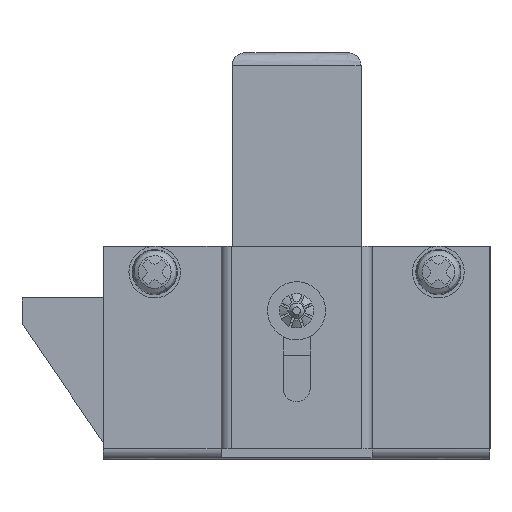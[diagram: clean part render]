
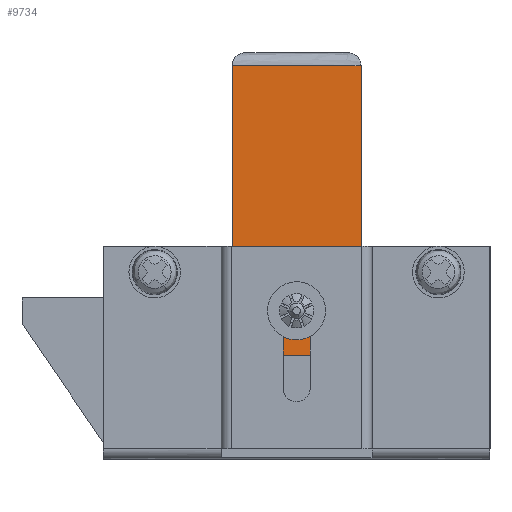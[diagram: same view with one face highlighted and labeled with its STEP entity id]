
A CAD part, front view. The second image highlights one B-rep face of the part: STEP entity #9734.
In plain terms, the highlighted free-form (B-spline) face has degree [1, 1] with [2, 2] control points.
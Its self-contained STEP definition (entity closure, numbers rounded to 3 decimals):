
#9177=CARTESIAN_POINT('',(-1.042,-5.1,-5.13));
#9178=VERTEX_POINT('',#9177);
#9179=CARTESIAN_POINT('',(0.,-5.1,-6.05));
#9180=VERTEX_POINT('',#9179);
#9181=CARTESIAN_POINT('',(-1.042,-5.1,-5.13));
#9182=CARTESIAN_POINT('',(-0.927,-5.1,-6.05));
#9183=CARTESIAN_POINT('',(0.,-5.1,-6.05));
#9191=(BOUNDED_CURVE()B_SPLINE_CURVE(2,(#9181,#9182,#9183),.UNSPECIFIED.,.F.,.U.)B_SPLINE_CURVE_WITH_KNOTS((3,3),(0.271,0.5),.UNSPECIFIED.)CURVE()GEOMETRIC_REPRESENTATION_ITEM()RATIONAL_B_SPLINE_CURVE((0.954,0.732,1.0))REPRESENTATION_ITEM(''));
#9192=EDGE_CURVE('',#9178,#9180,#9191,.T.);
#9194=CARTESIAN_POINT('',(1.05,-5.1,-4.991));
#9195=VERTEX_POINT('',#9194);
#9196=CARTESIAN_POINT('',(0.,-5.1,-6.05));
#9197=CARTESIAN_POINT('',(1.05,-5.1,-6.05));
#9198=CARTESIAN_POINT('',(1.05,-5.1,-5.0));
#9199=CARTESIAN_POINT('',(1.05,-5.1,-4.995));
#9200=CARTESIAN_POINT('',(1.05,-5.1,-4.991));
#9208=(BOUNDED_CURVE()B_SPLINE_CURVE(2,(#9196,#9197,#9198,#9199,#9200),.UNSPECIFIED.,.F.,.U.)B_SPLINE_CURVE_WITH_KNOTS((3,2,3),(0.5,0.75,0.752),.UNSPECIFIED.)CURVE()GEOMETRIC_REPRESENTATION_ITEM()RATIONAL_B_SPLINE_CURVE((1.0,0.707,1.0,0.998,0.996))REPRESENTATION_ITEM(''));
#9209=EDGE_CURVE('',#9180,#9195,#9208,.T.);
#9280=CARTESIAN_POINT('',(0.,-5.1,-3.95));
#9281=VERTEX_POINT('',#9280);
#9282=CARTESIAN_POINT('',(0.,-5.1,-3.95));
#9283=CARTESIAN_POINT('',(-1.05,-5.1,-3.95));
#9284=CARTESIAN_POINT('',(-1.05,-5.1,-5.0));
#9285=CARTESIAN_POINT('',(-1.05,-5.1,-5.065));
#9286=CARTESIAN_POINT('',(-1.042,-5.1,-5.13));
#9294=(BOUNDED_CURVE()B_SPLINE_CURVE(2,(#9282,#9283,#9284,#9285,#9286),.UNSPECIFIED.,.F.,.U.)B_SPLINE_CURVE_WITH_KNOTS((3,2,3),(0.0,0.25,0.271),.UNSPECIFIED.)CURVE()GEOMETRIC_REPRESENTATION_ITEM()RATIONAL_B_SPLINE_CURVE((1.0,0.707,1.0,0.975,0.954))REPRESENTATION_ITEM(''));
#9295=EDGE_CURVE('',#9281,#9178,#9294,.T.);
#9329=CARTESIAN_POINT('',(1.05,-5.1,-4.991));
#9330=CARTESIAN_POINT('',(1.041,-5.1,-3.95));
#9331=CARTESIAN_POINT('',(0.,-5.1,-3.95));
#9339=(BOUNDED_CURVE()B_SPLINE_CURVE(2,(#9329,#9330,#9331),.UNSPECIFIED.,.F.,.U.)B_SPLINE_CURVE_WITH_KNOTS((3,3),(0.752,1.0),.UNSPECIFIED.)CURVE()GEOMETRIC_REPRESENTATION_ITEM()RATIONAL_B_SPLINE_CURVE((0.996,0.709,1.0))REPRESENTATION_ITEM(''));
#9340=EDGE_CURVE('',#9195,#9281,#9339,.T.);
#9563=CARTESIAN_POINT('',(5.,-5.1,14.));
#9564=VERTEX_POINT('',#9563);
#9640=CARTESIAN_POINT('',(-5.,-5.1,14.));
#9641=VERTEX_POINT('',#9640);
#9697=CARTESIAN_POINT('',(-5.499,-5.1,15.124));
#9698=CARTESIAN_POINT('',(-5.499,-5.1,-9.624));
#9699=CARTESIAN_POINT('',(5.5,-5.1,15.124));
#9700=CARTESIAN_POINT('',(5.5,-5.1,-9.624));
#9701=B_SPLINE_SURFACE_WITH_KNOTS('',1,1,((#9697,#9699),(#9698,#9700)),.UNSPECIFIED.,.F.,.F.,.U.,(2,2),(2,2),(0.0,24.748),(0.0,10.999),.UNSPECIFIED.);
#9702=CARTESIAN_POINT('',(-5.,-5.1,-8.5));
#9703=VERTEX_POINT('',#9702);
#9704=CARTESIAN_POINT('',(-5.,-5.1,-8.5));
#9705=CARTESIAN_POINT('',(-5.,-5.1,14.));
#9706=QUASI_UNIFORM_CURVE('',1,(#9704,#9705),.UNSPECIFIED.,.F.,.U.);
#9707=EDGE_CURVE('',#9703,#9641,#9706,.T.);
#9708=ORIENTED_EDGE('',*,*,#9707,.F.);
#9709=CARTESIAN_POINT('',(5.,-5.1,-8.5));
#9710=VERTEX_POINT('',#9709);
#9711=CARTESIAN_POINT('',(5.,-5.1,-8.5));
#9712=CARTESIAN_POINT('',(-5.,-5.1,-8.5));
#9713=QUASI_UNIFORM_CURVE('',1,(#9711,#9712),.UNSPECIFIED.,.F.,.U.);
#9714=EDGE_CURVE('',#9710,#9703,#9713,.T.);
#9715=ORIENTED_EDGE('',*,*,#9714,.F.);
#9716=CARTESIAN_POINT('',(5.,-5.1,-8.5));
#9717=CARTESIAN_POINT('',(5.,-5.1,14.));
#9718=QUASI_UNIFORM_CURVE('',1,(#9716,#9717),.UNSPECIFIED.,.F.,.U.);
#9719=EDGE_CURVE('',#9710,#9564,#9718,.T.);
#9720=ORIENTED_EDGE('',*,*,#9719,.T.);
#9721=CARTESIAN_POINT('',(5.,-5.1,14.));
#9722=CARTESIAN_POINT('',(-5.,-5.1,14.));
#9723=QUASI_UNIFORM_CURVE('',1,(#9721,#9722),.UNSPECIFIED.,.F.,.U.);
#9724=EDGE_CURVE('',#9564,#9641,#9723,.T.);
#9725=ORIENTED_EDGE('',*,*,#9724,.T.);
#9726=EDGE_LOOP('',(#9708,#9715,#9720,#9725));
#9727=FACE_OUTER_BOUND('',#9726,.T.);
#9728=ORIENTED_EDGE('',*,*,#9209,.F.);
#9729=ORIENTED_EDGE('',*,*,#9192,.F.);
#9730=ORIENTED_EDGE('',*,*,#9295,.F.);
#9731=ORIENTED_EDGE('',*,*,#9340,.F.);
#9732=EDGE_LOOP('',(#9728,#9729,#9730,#9731));
#9733=FACE_BOUND('',#9732,.T.);
#9734=ADVANCED_FACE('',(#9727,#9733),#9701,.T.);
